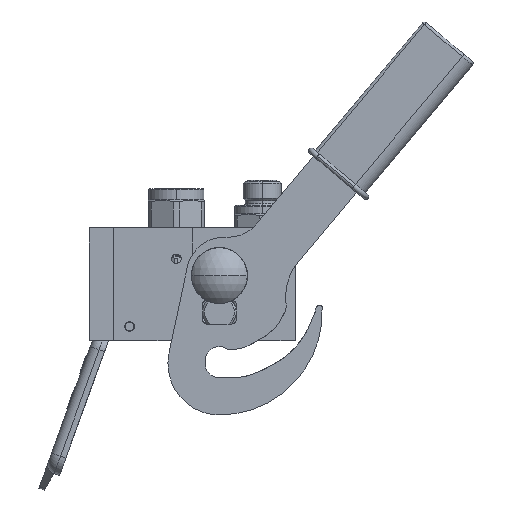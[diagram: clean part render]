
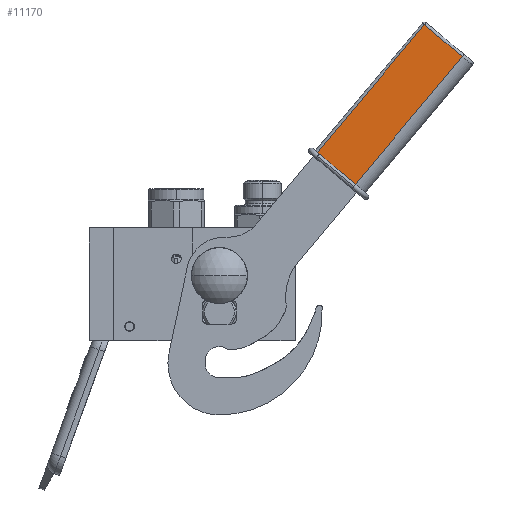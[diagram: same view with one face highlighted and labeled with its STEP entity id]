
A CAD part, front view. The second image highlights one B-rep face of the part: STEP entity #11170.
In plain terms, the highlighted face is planar.
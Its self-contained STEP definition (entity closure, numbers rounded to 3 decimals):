
#4088 = CARTESIAN_POINT ( 'NONE',  ( 8., 3., -10.5 ) ) ;
#5909 = EDGE_CURVE ( 'NONE', #108037, #78258, #12117, .T. ) ;
#7036 = EDGE_CURVE ( 'NONE', #66634, #105628, #28096, .T. ) ;
#7283 = AXIS2_PLACEMENT_3D ( 'NONE', #65883, #76738, #76298 ) ;
#11170 = ADVANCED_FACE ( 'NONE', ( #43416 ), #55824, .T. ) ;
#12117 = LINE ( 'NONE', #94089, #109573 ) ;
#20191 = EDGE_CURVE ( 'NONE', #105628, #78258, #116281, .T. ) ;
#23542 = ORIENTED_EDGE ( 'NONE', *, *, #7036, .T. ) ;
#28096 = LINE ( 'NONE', #60258, #89794 ) ;
#36820 = ORIENTED_EDGE ( 'NONE', *, *, #42443, .T. ) ;
#40431 = CARTESIAN_POINT ( 'NONE',  ( 8., 92., 16. ) ) ;
#42166 = VECTOR ( 'NONE', #92249, 1000. ) ;
#42443 = EDGE_CURVE ( 'NONE', #108037, #66634, #112039, .T. ) ;
#43416 = FACE_OUTER_BOUND ( 'NONE', #64221, .T. ) ;
#43952 = ORIENTED_EDGE ( 'NONE', *, *, #20191, .T. ) ;
#44759 = CARTESIAN_POINT ( 'NONE',  ( 8., 3., -10.5 ) ) ;
#55573 = DIRECTION ( 'NONE',  ( 0., 1., 0. ) ) ;
#55824 = PLANE ( 'NONE',  #7283 ) ;
#60258 = CARTESIAN_POINT ( 'NONE',  ( 8., 3., 16. ) ) ;
#64221 = EDGE_LOOP ( 'NONE', ( #105312, #36820, #23542, #43952 ) ) ;
#65883 = CARTESIAN_POINT ( 'NONE',  ( 8., 0., 17.5 ) ) ;
#66634 = VERTEX_POINT ( 'NONE', #89711 ) ;
#76298 = DIRECTION ( 'NONE',  ( 0., 0., -1. ) ) ;
#76738 = DIRECTION ( 'NONE',  ( 1., 0., 0. ) ) ;
#78258 = VERTEX_POINT ( 'NONE', #99326 ) ;
#89711 = CARTESIAN_POINT ( 'NONE',  ( 8., 3., 16. ) ) ;
#89794 = VECTOR ( 'NONE', #92084, 1000. ) ;
#92084 = DIRECTION ( 'NONE',  ( 0., 0., -1. ) ) ;
#92249 = DIRECTION ( 'NONE',  ( 0., -1., 0. ) ) ;
#94089 = CARTESIAN_POINT ( 'NONE',  ( 8., 92., 16. ) ) ;
#98472 = VECTOR ( 'NONE', #55573, 1000. ) ;
#99326 = CARTESIAN_POINT ( 'NONE',  ( 8., 92., -10.5 ) ) ;
#105312 = ORIENTED_EDGE ( 'NONE', *, *, #5909, .F. ) ;
#105628 = VERTEX_POINT ( 'NONE', #4088 ) ;
#106304 = CARTESIAN_POINT ( 'NONE',  ( 8., 92., 16. ) ) ;
#108037 = VERTEX_POINT ( 'NONE', #106304 ) ;
#109573 = VECTOR ( 'NONE', #114528, 1000. ) ;
#112039 = LINE ( 'NONE', #40431, #42166 ) ;
#114528 = DIRECTION ( 'NONE',  ( 0., 0., -1. ) ) ;
#116281 = LINE ( 'NONE', #44759, #98472 ) ;
